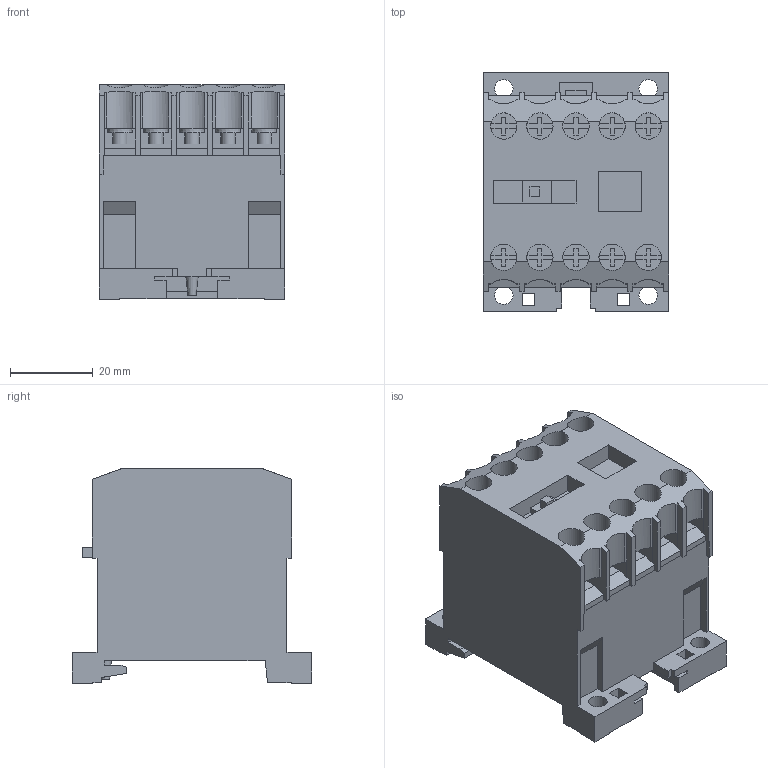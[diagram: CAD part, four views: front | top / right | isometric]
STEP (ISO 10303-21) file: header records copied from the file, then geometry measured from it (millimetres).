
FILE_DESCRIPTION( ( 'STEP AP214' ), '1' );
FILE_NAME( 'dil_em.stp', '2020-07-23T15:45:20', ( '' ), ( '' ), ' ', 'PARTsolutions', ' ' );
FILE_SCHEMA( ( 'AUTOMOTIVE_DESIGN { 1 0 10303 214 1 1 1 1 }' ) );
Length unit declared in the file: millimetre
Products named in the file (1): _013166_(index)
Bounding box: 45 x 58 x 52 mm (x, y, z)
Volume: 90953.4 mm3; surface area: 21613.2 mm2
Topology: 1 solids, 1 shells, 450 faces, 1310 edges, 873 vertices
Faces by surface type: plane 405, cylinder 34, cone 11
Full cylindrical faces by diameter (mm): 3.5 x10, 4.5 x4, 6.4 x10
Entity records: 17999 total; most frequent: CARTESIAN_POINT 2563, ORIENTED_EDGE 2508, DIRECTION 2285, EDGE_CURVE 1254, LINE 1121, VECTOR 1121, VERTEX_POINT 852, AXIS2_PLACEMENT_3D 582
